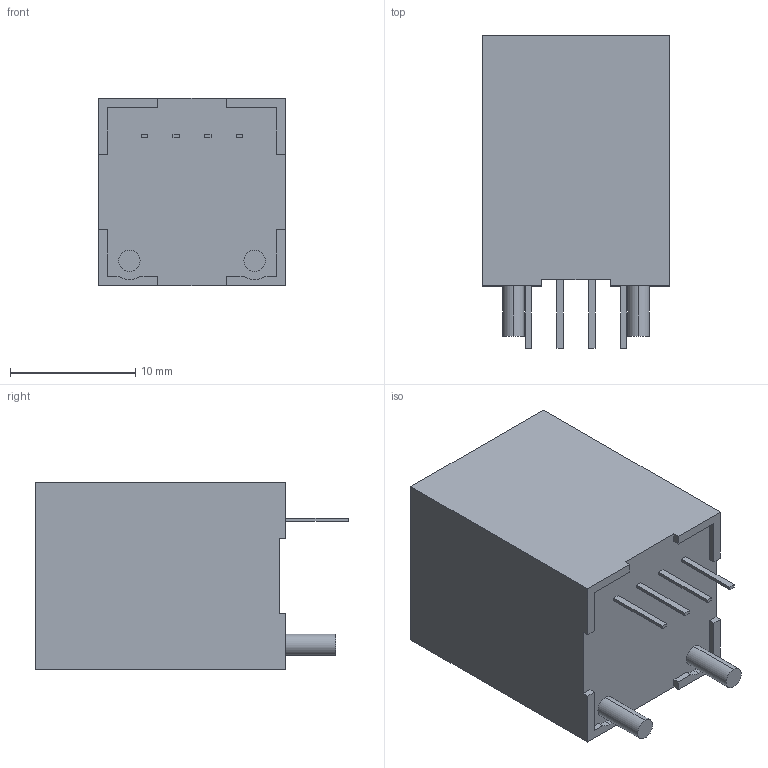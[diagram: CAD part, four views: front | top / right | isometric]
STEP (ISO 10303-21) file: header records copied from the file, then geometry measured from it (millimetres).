
FILE_DESCRIPTION (( 'STEP AP214' ), '1' );
FILE_NAME ('CUI_DEVICES_CS2012U.step', '2019-10-25T14:18:08', ( '' ), ( '' ), 'SwSTEP 2.0', 'SolidWorks 2019', '' );
FILE_SCHEMA (( 'AUTOMOTIVE_DESIGN' ));
Length unit declared in the file: inch
Products named in the file (1): CUI_DEVICES_CS2012U
Bounding box: 15 x 25 x 15 mm (x, y, z)
Volume: 4423.1 mm3; surface area: 1738.2 mm2
Topology: 1 solids, 1 shells, 58 faces, 150 edges, 100 vertices
Faces by surface type: plane 50, cylinder 8
Entity records: 2544 total; most frequent: CARTESIAN_POINT 309, ORIENTED_EDGE 300, DIRECTION 284, EDGE_CURVE 150, LINE 134, VECTOR 134, VERTEX_POINT 100, AXIS2_PLACEMENT_3D 75
